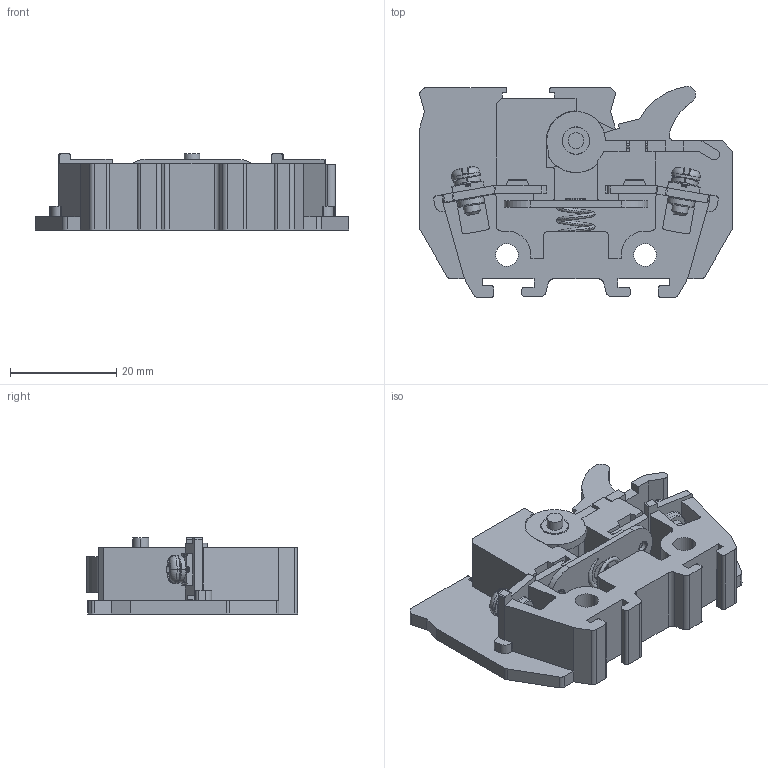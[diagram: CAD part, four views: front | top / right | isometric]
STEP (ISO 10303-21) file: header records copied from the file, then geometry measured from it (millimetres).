
FILE_DESCRIPTION((''),'2;1');
FILE_NAME('ASM0001_ASM','2024-06-24T',('dell'),(''),'PRO/ENGINEER BY PARAMETRIC TECHNOLOGY CORPORATION, 2013230','PRO/ENGINEER BY PARAMETRIC TECHNOLOGY CORPORATION, 2013230','');
FILE_SCHEMA(('AUTOMOTIVE_DESIGN { 1 0 10303 214 1 1 1 1 }'));
Length unit declared in the file: millimetre
Products named in the file (1): ASM0001_ASM
Bounding box: 59 x 39.7 x 14.3 mm (x, y, z)
Volume: 2108.5 mm3; surface area: 11378.2 mm2
Topology: 1 solids, 3 shells, 693 faces, 2026 edges, 1300 vertices
Faces by surface type: plane 273, cylinder 214, torus 84, cone 48, bspline 38, sphere 36
Entity records: 26884 total; most frequent: CARTESIAN_POINT 8476, ORIENTED_EDGE 3918, DIRECTION 3885, EDGE_CURVE 1990, AXIS2_PLACEMENT_3D 1463, VERTEX_POINT 1300, VECTOR 959, LINE 959
